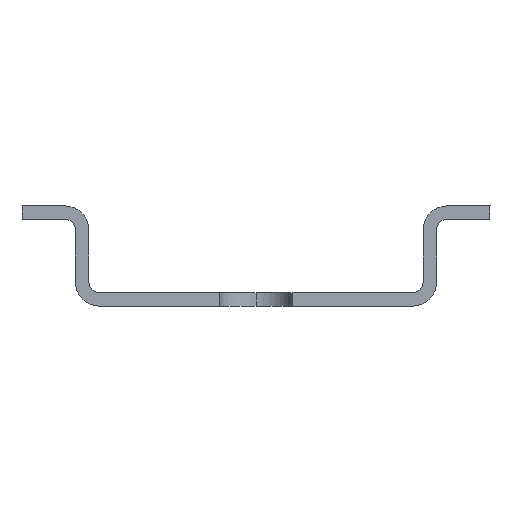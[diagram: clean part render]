
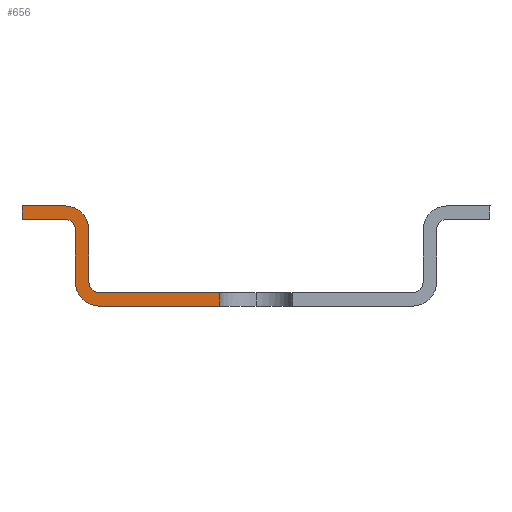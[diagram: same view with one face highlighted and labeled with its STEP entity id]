
A CAD part, left-side view. The second image highlights one B-rep face of the part: STEP entity #656.
In plain terms, the highlighted planar face has unit normal (-1, 0, 0).
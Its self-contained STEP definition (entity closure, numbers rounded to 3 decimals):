
#561=AXIS2_PLACEMENT_3D('Plane Axis2P3D',#558,#559,#560) ;
#588=AXIS2_PLACEMENT_3D('Circle Axis2P3D',#586,#587,$) ;
#639=AXIS2_PLACEMENT_3D('Circle Axis2P3D',#637,#638,$) ;
#104=CARTESIAN_POINT('Vertex',(0.,20.25,0.)) ;
#107=CARTESIAN_POINT('Line Origine',(0.,24.725,0.)) ;
#111=CARTESIAN_POINT('Vertex',(0.,29.2,0.)) ;
#271=CARTESIAN_POINT('Line Origine',(0.,24.725,1.)) ;
#275=CARTESIAN_POINT('Vertex',(0.,20.25,1.)) ;
#277=CARTESIAN_POINT('Vertex',(0.,29.2,1.)) ;
#545=CARTESIAN_POINT('Line Origine',(0.,20.25,0.5)) ;
#558=CARTESIAN_POINT('Axis2P3D Location',(0.,29.2,1.8)) ;
#564=CARTESIAN_POINT('Control Point',(0.,29.2,1.)) ;
#565=CARTESIAN_POINT('Control Point',(0.,29.288,1.)) ;
#566=CARTESIAN_POINT('Control Point',(0.,29.375,1.012)) ;
#567=CARTESIAN_POINT('Control Point',(0.,29.461,1.036)) ;
#568=CARTESIAN_POINT('Control Point',(0.,29.623,1.107)) ;
#569=CARTESIAN_POINT('Control Point',(0.,29.76,1.219)) ;
#570=CARTESIAN_POINT('Control Point',(0.,29.82,1.284)) ;
#571=CARTESIAN_POINT('Control Point',(0.,29.915,1.419)) ;
#572=CARTESIAN_POINT('Control Point',(0.,29.973,1.573)) ;
#573=CARTESIAN_POINT('Control Point',(0.,29.991,1.648)) ;
#574=CARTESIAN_POINT('Control Point',(0.,30.,1.724)) ;
#575=CARTESIAN_POINT('Control Point',(0.,30.,1.8)) ;
#576=CARTESIAN_POINT('Vertex',(0.,30.,1.8)) ;
#579=CARTESIAN_POINT('Line Origine',(0.,30.,3.75)) ;
#583=CARTESIAN_POINT('Vertex',(0.,30.,5.7)) ;
#586=CARTESIAN_POINT('Axis2P3D Location',(0.,31.8,5.7)) ;
#590=CARTESIAN_POINT('Vertex',(0.,31.8,7.5)) ;
#593=CARTESIAN_POINT('Line Origine',(0.,33.4,7.5)) ;
#597=CARTESIAN_POINT('Vertex',(0.,35.,7.5)) ;
#600=CARTESIAN_POINT('Line Origine',(0.,35.,7.)) ;
#604=CARTESIAN_POINT('Vertex',(0.,35.,6.5)) ;
#607=CARTESIAN_POINT('Line Origine',(0.,33.4,6.5)) ;
#611=CARTESIAN_POINT('Vertex',(0.,31.8,6.5)) ;
#615=CARTESIAN_POINT('Control Point',(0.,31.8,6.5)) ;
#616=CARTESIAN_POINT('Control Point',(0.,31.712,6.5)) ;
#617=CARTESIAN_POINT('Control Point',(0.,31.625,6.488)) ;
#618=CARTESIAN_POINT('Control Point',(0.,31.539,6.464)) ;
#619=CARTESIAN_POINT('Control Point',(0.,31.377,6.393)) ;
#620=CARTESIAN_POINT('Control Point',(0.,31.24,6.282)) ;
#621=CARTESIAN_POINT('Control Point',(0.,31.18,6.217)) ;
#622=CARTESIAN_POINT('Control Point',(0.,31.085,6.081)) ;
#623=CARTESIAN_POINT('Control Point',(0.,31.027,5.927)) ;
#624=CARTESIAN_POINT('Control Point',(0.,31.009,5.852)) ;
#625=CARTESIAN_POINT('Control Point',(0.,31.,5.776)) ;
#626=CARTESIAN_POINT('Control Point',(0.,31.,5.7)) ;
#627=CARTESIAN_POINT('Vertex',(0.,31.,5.7)) ;
#630=CARTESIAN_POINT('Line Origine',(0.,31.,3.75)) ;
#634=CARTESIAN_POINT('Vertex',(0.,31.,1.8)) ;
#637=CARTESIAN_POINT('Axis2P3D Location',(0.,29.2,1.8)) ;
#108=DIRECTION('Vector Direction',(0.,-1.,0.)) ;
#272=DIRECTION('Vector Direction',(0.,1.,0.)) ;
#546=DIRECTION('Vector Direction',(0.,0.,-1.)) ;
#559=DIRECTION('Axis2P3D Direction',(-1.,0.,0.)) ;
#560=DIRECTION('Axis2P3D XDirection',(0.,-1.,0.)) ;
#580=DIRECTION('Vector Direction',(0.,0.,1.)) ;
#587=DIRECTION('Axis2P3D Direction',(-1.,0.,0.)) ;
#594=DIRECTION('Vector Direction',(0.,1.,0.)) ;
#601=DIRECTION('Vector Direction',(0.,0.,-1.)) ;
#608=DIRECTION('Vector Direction',(0.,-1.,0.)) ;
#631=DIRECTION('Vector Direction',(0.,0.,-1.)) ;
#638=DIRECTION('Axis2P3D Direction',(-1.,0.,0.)) ;
#109=VECTOR('Line Direction',#108,1.) ;
#273=VECTOR('Line Direction',#272,1.) ;
#547=VECTOR('Line Direction',#546,1.) ;
#581=VECTOR('Line Direction',#580,1.) ;
#595=VECTOR('Line Direction',#594,1.) ;
#602=VECTOR('Line Direction',#601,1.) ;
#609=VECTOR('Line Direction',#608,1.) ;
#632=VECTOR('Line Direction',#631,1.) ;
#643=ORIENTED_EDGE('',*,*,#549,.F.) ;
#644=ORIENTED_EDGE('',*,*,#279,.T.) ;
#645=ORIENTED_EDGE('',*,*,#578,.T.) ;
#646=ORIENTED_EDGE('',*,*,#585,.T.) ;
#647=ORIENTED_EDGE('',*,*,#592,.T.) ;
#648=ORIENTED_EDGE('',*,*,#599,.T.) ;
#649=ORIENTED_EDGE('',*,*,#606,.T.) ;
#650=ORIENTED_EDGE('',*,*,#613,.T.) ;
#651=ORIENTED_EDGE('',*,*,#629,.T.) ;
#652=ORIENTED_EDGE('',*,*,#636,.T.) ;
#653=ORIENTED_EDGE('',*,*,#641,.T.) ;
#654=ORIENTED_EDGE('',*,*,#113,.T.) ;
#656=ADVANCED_FACE('TS 35 Master-1-solid1',(#655),#562,.T.) ;
#563=B_SPLINE_CURVE_WITH_KNOTS('',5,(#564,#565,#566,#567,#568,#569,#570,#571,#572,#573,#574,#575),.UNSPECIFIED.,.F.,.U.,(6,3,3,6),(0.,0.62,1.239,1.777),.UNSPECIFIED.) ;
#614=B_SPLINE_CURVE_WITH_KNOTS('',5,(#615,#616,#617,#618,#619,#620,#621,#622,#623,#624,#625,#626),.UNSPECIFIED.,.F.,.U.,(6,3,3,6),(0.,0.62,1.239,1.777),.UNSPECIFIED.) ;
#589=CIRCLE('generated circle',#588,1.8) ;
#640=CIRCLE('generated circle',#639,1.8) ;
#113=EDGE_CURVE('',#112,#105,#110,.T.) ;
#279=EDGE_CURVE('',#276,#278,#274,.T.) ;
#549=EDGE_CURVE('',#276,#105,#548,.T.) ;
#578=EDGE_CURVE('',#278,#577,#563,.T.) ;
#585=EDGE_CURVE('',#577,#584,#582,.T.) ;
#592=EDGE_CURVE('',#584,#591,#589,.T.) ;
#599=EDGE_CURVE('',#591,#598,#596,.T.) ;
#606=EDGE_CURVE('',#598,#605,#603,.T.) ;
#613=EDGE_CURVE('',#605,#612,#610,.T.) ;
#629=EDGE_CURVE('',#612,#628,#614,.T.) ;
#636=EDGE_CURVE('',#628,#635,#633,.T.) ;
#641=EDGE_CURVE('',#635,#112,#640,.T.) ;
#642=EDGE_LOOP('',(#643,#644,#645,#646,#647,#648,#649,#650,#651,#652,#653,#654)) ;
#655=FACE_OUTER_BOUND('',#642,.T.) ;
#110=LINE('Line',#107,#109) ;
#274=LINE('Line',#271,#273) ;
#548=LINE('Line',#545,#547) ;
#582=LINE('Line',#579,#581) ;
#596=LINE('Line',#593,#595) ;
#603=LINE('Line',#600,#602) ;
#610=LINE('Line',#607,#609) ;
#633=LINE('Line',#630,#632) ;
#562=PLANE('',#561) ;
#105=VERTEX_POINT('',#104) ;
#112=VERTEX_POINT('',#111) ;
#276=VERTEX_POINT('',#275) ;
#278=VERTEX_POINT('',#277) ;
#577=VERTEX_POINT('',#576) ;
#584=VERTEX_POINT('',#583) ;
#591=VERTEX_POINT('',#590) ;
#598=VERTEX_POINT('',#597) ;
#605=VERTEX_POINT('',#604) ;
#612=VERTEX_POINT('',#611) ;
#628=VERTEX_POINT('',#627) ;
#635=VERTEX_POINT('',#634) ;
